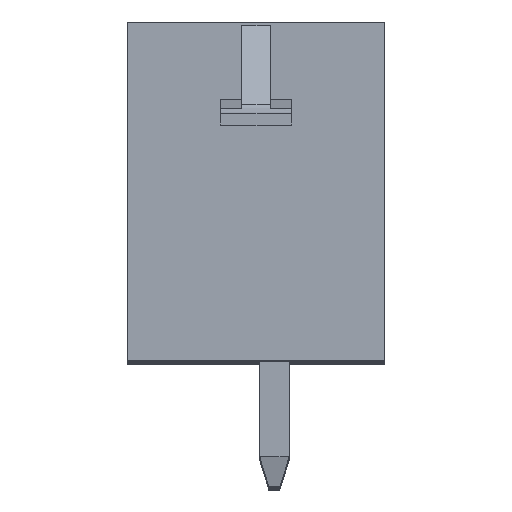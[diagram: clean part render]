
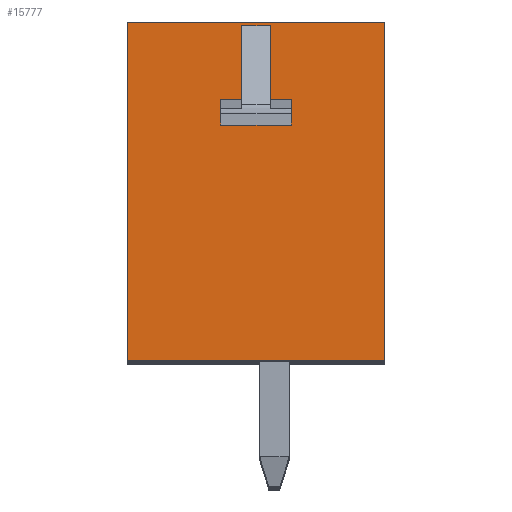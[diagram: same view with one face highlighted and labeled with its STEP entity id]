
A CAD part, top view. The second image highlights one B-rep face of the part: STEP entity #15777.
In plain terms, the highlighted planar face has unit normal (0, 0, 1).
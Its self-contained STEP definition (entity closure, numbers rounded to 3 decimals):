
#1=DIRECTION('',(1.,0.,0.));
#2=VECTOR('',#1,7.);
#3=CARTESIAN_POINT('',(-3.6,-3.853,0.));
#4=LINE('',#3,#2);
#5=DIRECTION('',(0.,-1.,0.));
#6=VECTOR('',#5,9.2);
#7=CARTESIAN_POINT('',(-3.6,5.347,0.));
#8=LINE('',#7,#6);
#9=DIRECTION('',(-1.,0.,0.));
#10=VECTOR('',#9,7.);
#11=CARTESIAN_POINT('',(3.4,5.347,0.));
#12=LINE('',#11,#10);
#13=DIRECTION('',(0.,1.,0.));
#14=VECTOR('',#13,9.2);
#15=CARTESIAN_POINT('',(3.4,-3.853,0.));
#16=LINE('',#15,#14);
#17=DIRECTION('',(0.,1.,0.));
#18=VECTOR('',#17,0.495);
#19=CARTESIAN_POINT('',(0.85,2.747,0.));
#20=LINE('',#19,#18);
#21=DIRECTION('',(-1.,0.,0.));
#22=VECTOR('',#21,0.76);
#23=CARTESIAN_POINT('',(0.28,5.244,0.));
#24=LINE('',#23,#22);
#25=DIRECTION('',(1.,0.,0.));
#26=VECTOR('',#25,0.57);
#27=CARTESIAN_POINT('',(-1.05,3.242,0.));
#28=LINE('',#27,#26);
#29=DIRECTION('',(0.,1.,0.));
#30=VECTOR('',#29,0.495);
#31=CARTESIAN_POINT('',(-1.05,2.747,0.));
#32=LINE('',#31,#30);
#33=DIRECTION('',(-1.,0.,0.));
#34=VECTOR('',#33,1.9);
#35=CARTESIAN_POINT('',(0.85,2.747,0.));
#36=LINE('',#35,#34);
#12046=DIRECTION('',(-1.,0.,0.));
#12047=VECTOR('',#12046,0.57);
#12048=CARTESIAN_POINT('',(0.85,3.242,0.));
#12049=LINE('',#12048,#12047);
#12050=DIRECTION('',(0.,-1.,0.));
#12051=VECTOR('',#12050,2.002);
#12052=CARTESIAN_POINT('',(0.28,5.244,0.));
#12053=LINE('',#12052,#12051);
#12117=DIRECTION('',(0.,1.,0.));
#12118=VECTOR('',#12117,2.002);
#12119=CARTESIAN_POINT('',(-0.48,3.242,0.));
#12120=LINE('',#12119,#12118);
#12129=CARTESIAN_POINT('',(-3.6,-3.853,0.));
#12130=CARTESIAN_POINT('',(3.4,-3.853,0.));
#12131=VERTEX_POINT('',#12129);
#12132=VERTEX_POINT('',#12130);
#12133=CARTESIAN_POINT('',(3.4,5.347,0.));
#12134=VERTEX_POINT('',#12133);
#12135=CARTESIAN_POINT('',(-3.6,5.347,0.));
#12136=VERTEX_POINT('',#12135);
#13232=CARTESIAN_POINT('',(0.85,2.747,0.));
#13233=VERTEX_POINT('',#13232);
#13234=CARTESIAN_POINT('',(-1.05,2.747,0.));
#13235=VERTEX_POINT('',#13234);
#13237=CARTESIAN_POINT('',(-0.48,3.242,0.));
#13239=VERTEX_POINT('',#13237);
#13240=CARTESIAN_POINT('',(-0.48,5.244,0.));
#13241=VERTEX_POINT('',#13240);
#13242=CARTESIAN_POINT('',(-1.05,3.242,0.));
#13243=VERTEX_POINT('',#13242);
#13248=CARTESIAN_POINT('',(0.28,5.244,0.));
#13249=CARTESIAN_POINT('',(0.28,3.242,0.));
#13250=VERTEX_POINT('',#13248);
#13251=VERTEX_POINT('',#13249);
#13254=CARTESIAN_POINT('',(0.85,3.242,0.));
#13255=VERTEX_POINT('',#13254);
#15744=CARTESIAN_POINT('',(0.,0.,0.));
#15745=DIRECTION('',(0.,0.,1.));
#15746=DIRECTION('',(1.,0.,0.));
#15747=AXIS2_PLACEMENT_3D('',#15744,#15745,#15746);
#15748=PLANE('',#15747);
#15750=ORIENTED_EDGE('',*,*,#15749,.F.);
#15752=ORIENTED_EDGE('',*,*,#15751,.F.);
#15754=ORIENTED_EDGE('',*,*,#15753,.F.);
#15756=ORIENTED_EDGE('',*,*,#15755,.F.);
#15757=EDGE_LOOP('',(#15750,#15752,#15754,#15756));
#15758=FACE_OUTER_BOUND('',#15757,.F.);
#15760=ORIENTED_EDGE('',*,*,#15759,.T.);
#15762=ORIENTED_EDGE('',*,*,#15761,.T.);
#15764=ORIENTED_EDGE('',*,*,#15763,.F.);
#15766=ORIENTED_EDGE('',*,*,#15765,.T.);
#15768=ORIENTED_EDGE('',*,*,#15767,.F.);
#15770=ORIENTED_EDGE('',*,*,#15769,.F.);
#15772=ORIENTED_EDGE('',*,*,#15771,.F.);
#15774=ORIENTED_EDGE('',*,*,#15773,.F.);
#15775=EDGE_LOOP('',(#15760,#15762,#15764,#15766,#15768,#15770,#15772,#15774));
#15776=FACE_BOUND('',#15775,.F.);
#15749=EDGE_CURVE('',#12131,#12132,#4,.T.);
#15751=EDGE_CURVE('',#12136,#12131,#8,.T.);
#15753=EDGE_CURVE('',#12134,#12136,#12,.T.);
#15755=EDGE_CURVE('',#12132,#12134,#16,.T.);
#15759=EDGE_CURVE('',#13233,#13255,#20,.T.);
#15761=EDGE_CURVE('',#13255,#13251,#12049,.T.);
#15763=EDGE_CURVE('',#13250,#13251,#12053,.T.);
#15765=EDGE_CURVE('',#13250,#13241,#24,.T.);
#15767=EDGE_CURVE('',#13239,#13241,#12120,.T.);
#15769=EDGE_CURVE('',#13243,#13239,#28,.T.);
#15771=EDGE_CURVE('',#13235,#13243,#32,.T.);
#15773=EDGE_CURVE('',#13233,#13235,#36,.T.);
#15777=ADVANCED_FACE('',(#15758,#15776),#15748,.T.);
